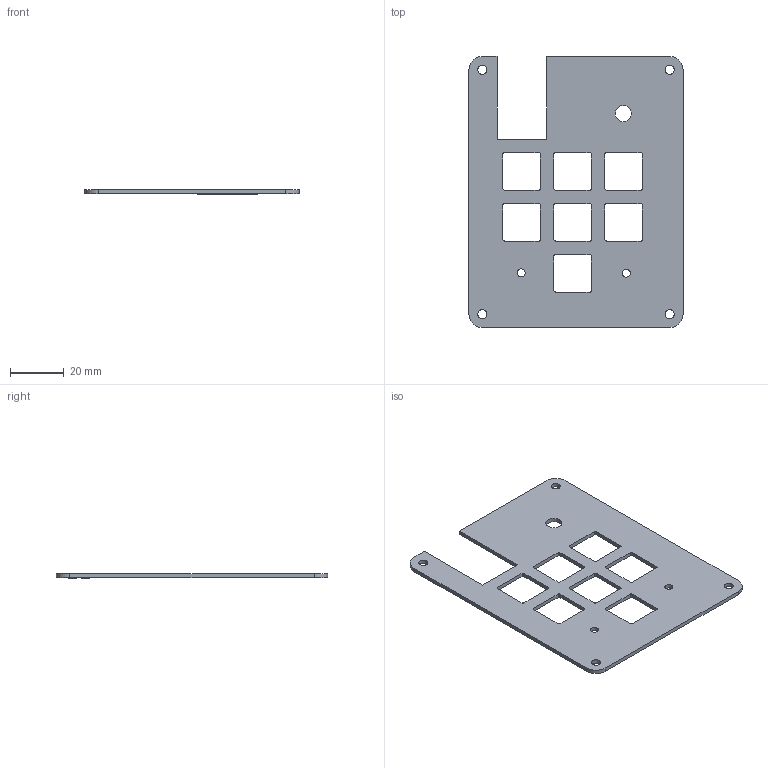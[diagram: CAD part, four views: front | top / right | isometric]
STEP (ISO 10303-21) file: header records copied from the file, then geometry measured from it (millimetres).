
FILE_DESCRIPTION(/* description */ (''),/* implementation_level */ '2;1');
FILE_NAME(/* name */ 'MacroVibe Top Case.step',/* time_stamp */ '2025-06-27T11:42:14-05:00',/* author */ (''),/* organization */ (''),/* preprocessor_version */ 'ST-DEVELOPER v20.1',/* originating_system */ 'Autodesk Translation Framework v14.10.0.0',/* authorisation */ '');
FILE_SCHEMA (('AUTOMOTIVE_DESIGN { 1 0 10303 214 3 1 1 }'));
Length unit declared in the file: millimetre
Products named in the file (1): MacroVibe Top Case
Bounding box: 80 x 101.32 x 1.52 mm (x, y, z)
Volume: 9092.8 mm3; surface area: 13451.2 mm2
Topology: 1 solids, 1 shells, 497 faces, 1401 edges, 934 vertices
Faces by surface type: bspline 281, plane 177, cylinder 39
Full cylindrical faces by diameter (mm): 3 x2, 3.4 x4, 6 x1
Entity records: 18692 total; most frequent: CARTESIAN_POINT 7610, ORIENTED_EDGE 2802, EDGE_CURVE 1401, DIRECTION 1351, VERTEX_POINT 934, LINE 761, VECTOR 761, B_SPLINE_CURVE_WITH_KNOTS 562
